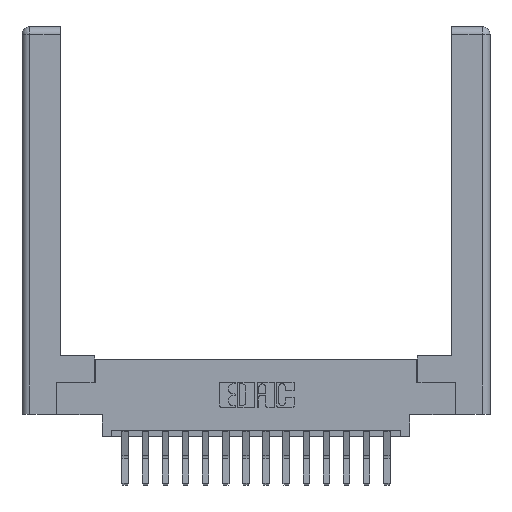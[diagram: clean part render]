
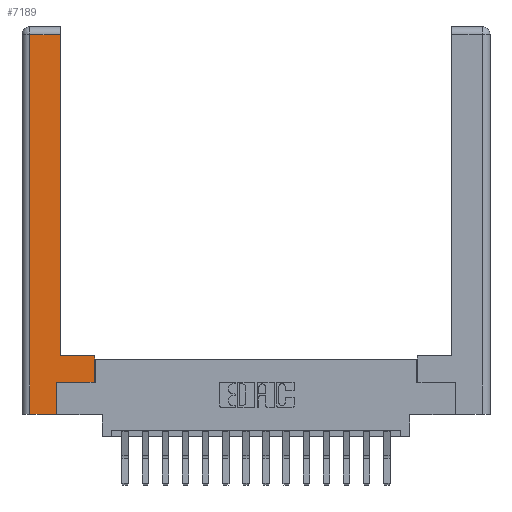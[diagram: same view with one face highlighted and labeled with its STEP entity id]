
A CAD part, top view. The second image highlights one B-rep face of the part: STEP entity #7189.
In plain terms, the highlighted planar face has unit normal (0, 0, 1).
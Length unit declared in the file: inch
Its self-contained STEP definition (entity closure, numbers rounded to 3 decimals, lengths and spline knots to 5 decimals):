
#213 = VECTOR ( 'NONE', #14322, 39.37008 ) ;
#630 = VECTOR ( 'NONE', #13145, 39.37008 ) ;
#707 = EDGE_LOOP ( 'NONE', ( #14643, #1787, #6900, #11671, #10619, #5128, #4526, #1630 ) ) ;
#1099 = VERTEX_POINT ( 'NONE', #3836 ) ;
#1285 = DIRECTION ( 'NONE',  ( -1., 0., 0. ) ) ;
#1304 = DIRECTION ( 'NONE',  ( 1., 0., 0. ) ) ;
#1333 = EDGE_CURVE ( 'NONE', #15252, #9963, #1888, .T. ) ;
#1366 = CARTESIAN_POINT ( 'NONE',  ( 0.565, 0.245, 0. ) ) ;
#1473 = CARTESIAN_POINT ( 'NONE',  ( 0.265, 0., 0. ) ) ;
#1630 = ORIENTED_EDGE ( 'NONE', *, *, #13095, .T. ) ;
#1780 = LINE ( 'NONE', #16564, #7053 ) ;
#1787 = ORIENTED_EDGE ( 'NONE', *, *, #1944, .T. ) ;
#1888 = LINE ( 'NONE', #7539, #213 ) ;
#1944 = EDGE_CURVE ( 'NONE', #10548, #1099, #1780, .T. ) ;
#2055 = CARTESIAN_POINT ( 'NONE',  ( 0.265, 0., 0. ) ) ;
#2723 = LINE ( 'NONE', #3558, #630 ) ;
#2921 = LINE ( 'NONE', #7956, #14072 ) ;
#3133 = LINE ( 'NONE', #2055, #4806 ) ;
#3555 = CARTESIAN_POINT ( 'NONE',  ( 0.265, 0.245, 0. ) ) ;
#3558 = CARTESIAN_POINT ( 'NONE',  ( 0.265, 0.245, 0. ) ) ;
#3573 = DIRECTION ( 'NONE',  ( -1., 0., 0. ) ) ;
#3836 = CARTESIAN_POINT ( 'NONE',  ( 0.0615, 2.94, 0. ) ) ;
#3859 = FACE_OUTER_BOUND ( 'NONE', #707, .T. ) ;
#4189 = CARTESIAN_POINT ( 'NONE',  ( 0., 0., 0. ) ) ;
#4526 = ORIENTED_EDGE ( 'NONE', *, *, #1333, .T. ) ;
#4806 = VECTOR ( 'NONE', #12852, 39.37008 ) ;
#5128 = ORIENTED_EDGE ( 'NONE', *, *, #6556, .T. ) ;
#6556 = EDGE_CURVE ( 'NONE', #16645, #15252, #14866, .T. ) ;
#6879 = LINE ( 'NONE', #15428, #8949 ) ;
#6900 = ORIENTED_EDGE ( 'NONE', *, *, #8085, .T. ) ;
#7053 = VECTOR ( 'NONE', #3573, 39.37008 ) ;
#7189 = ADVANCED_FACE ( 'NONE', ( #3859 ), #13547, .F. ) ;
#7334 = VECTOR ( 'NONE', #11650, 39.37008 ) ;
#7539 = CARTESIAN_POINT ( 'NONE',  ( 0.565, 0.45, 0. ) ) ;
#7956 = CARTESIAN_POINT ( 'NONE',  ( 0.295, 0.45, 0. ) ) ;
#7987 = VERTEX_POINT ( 'NONE', #13804 ) ;
#8085 = EDGE_CURVE ( 'NONE', #1099, #17197, #6879, .T. ) ;
#8949 = VECTOR ( 'NONE', #11579, 39.37008 ) ;
#9963 = VERTEX_POINT ( 'NONE', #15359 ) ;
#10548 = VERTEX_POINT ( 'NONE', #12590 ) ;
#10619 = ORIENTED_EDGE ( 'NONE', *, *, #16535, .T. ) ;
#11251 = CARTESIAN_POINT ( 'NONE',  ( 0.565, 0.245, 0. ) ) ;
#11579 = DIRECTION ( 'NONE',  ( 0., -1., 0. ) ) ;
#11650 = DIRECTION ( 'NONE',  ( 0., 1., 0. ) ) ;
#11671 = ORIENTED_EDGE ( 'NONE', *, *, #12736, .T. ) ;
#12095 = DIRECTION ( 'NONE',  ( -1., 0., 0. ) ) ;
#12270 = DIRECTION ( 'NONE',  ( 0., 0., -1. ) ) ;
#12590 = CARTESIAN_POINT ( 'NONE',  ( 0.295, 2.94, 0. ) ) ;
#12597 = CARTESIAN_POINT ( 'NONE',  ( 0.0615, 0., 0. ) ) ;
#12736 = EDGE_CURVE ( 'NONE', #17197, #16437, #3133, .T. ) ;
#12852 = DIRECTION ( 'NONE',  ( 1., 0., 0. ) ) ;
#12865 = EDGE_CURVE ( 'NONE', #7987, #10548, #15957, .T. ) ;
#13095 = EDGE_CURVE ( 'NONE', #9963, #7987, #2921, .T. ) ;
#13145 = DIRECTION ( 'NONE',  ( 0., 1., 0. ) ) ;
#13547 = PLANE ( 'NONE',  #16287 ) ;
#13804 = CARTESIAN_POINT ( 'NONE',  ( 0.295, 0.45, 0. ) ) ;
#14072 = VECTOR ( 'NONE', #1285, 39.37008 ) ;
#14322 = DIRECTION ( 'NONE',  ( 0., 1., 0. ) ) ;
#14463 = CARTESIAN_POINT ( 'NONE',  ( 0.295, 3., 0. ) ) ;
#14643 = ORIENTED_EDGE ( 'NONE', *, *, #12865, .T. ) ;
#14866 = LINE ( 'NONE', #1366, #16713 ) ;
#15252 = VERTEX_POINT ( 'NONE', #11251 ) ;
#15359 = CARTESIAN_POINT ( 'NONE',  ( 0.565, 0.45, 0. ) ) ;
#15428 = CARTESIAN_POINT ( 'NONE',  ( 0.0615, 0., 0. ) ) ;
#15957 = LINE ( 'NONE', #14463, #7334 ) ;
#16287 = AXIS2_PLACEMENT_3D ( 'NONE', #4189, #12270, #12095 ) ;
#16437 = VERTEX_POINT ( 'NONE', #1473 ) ;
#16535 = EDGE_CURVE ( 'NONE', #16437, #16645, #2723, .T. ) ;
#16564 = CARTESIAN_POINT ( 'NONE',  ( 0.0615, 2.94, 0. ) ) ;
#16645 = VERTEX_POINT ( 'NONE', #3555 ) ;
#16713 = VECTOR ( 'NONE', #1304, 39.37008 ) ;
#17197 = VERTEX_POINT ( 'NONE', #12597 ) ;
